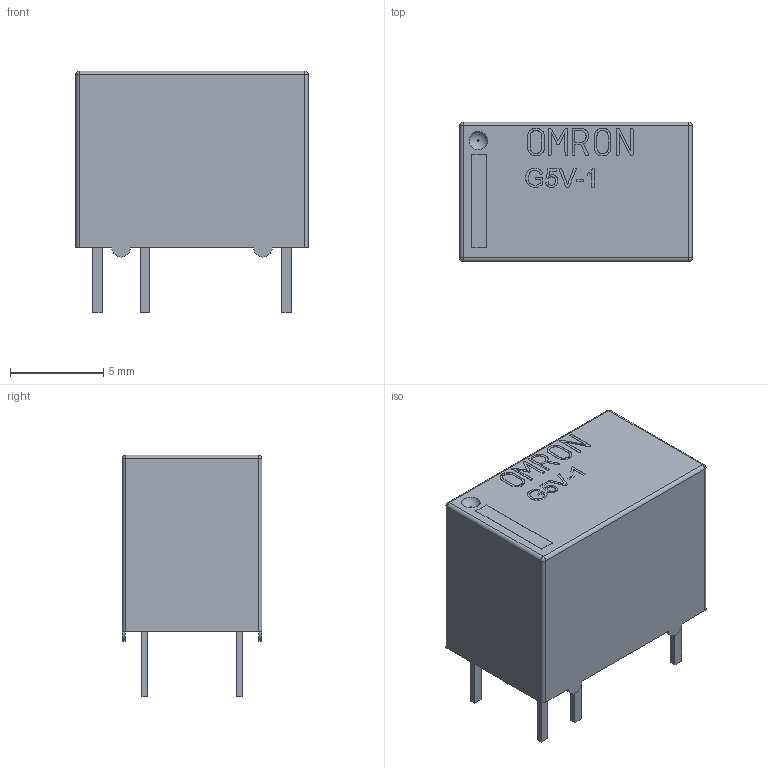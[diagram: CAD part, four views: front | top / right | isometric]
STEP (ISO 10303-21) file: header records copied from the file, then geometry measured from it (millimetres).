
FILE_DESCRIPTION((' '),'2;1');
FILE_NAME( 'Relay-G5V-1.stp', '2022-09-03T17:29:30', (' '), ('--- Datakit www.datakit.com---'), ' Datakit CrossCadWare V2022.3 Jun 15 2022', 'DATAKIT 2022 (c)', ' ');
FILE_SCHEMA(('AP242_MANAGED_MODEL_BASED_3D_ENGINEERING_MIM_LF { 1 0 10303 442 1 1 4 }'));
Length unit declared in the file: millimetre
Products named in the file (1): Relay-G5V-1
Bounding box: 12.5 x 7.5 x 13 mm (x, y, z)
Volume: 893.1 mm3; surface area: 598.9 mm2
Topology: 1 solids, 1 shells, 237 faces, 634 edges, 416 vertices
Faces by surface type: plane 124, extrusion 92, cylinder 16, sphere 4, torus 1
Entity records: 9775 total; most frequent: CARTESIAN_POINT 3915, ORIENTED_EDGE 1258, DIRECTION 869, EDGE_CURVE 629, VECTOR 503, VERTEX_POINT 416, LINE 411, B_SPLINE_CURVE_WITH_KNOTS 276
